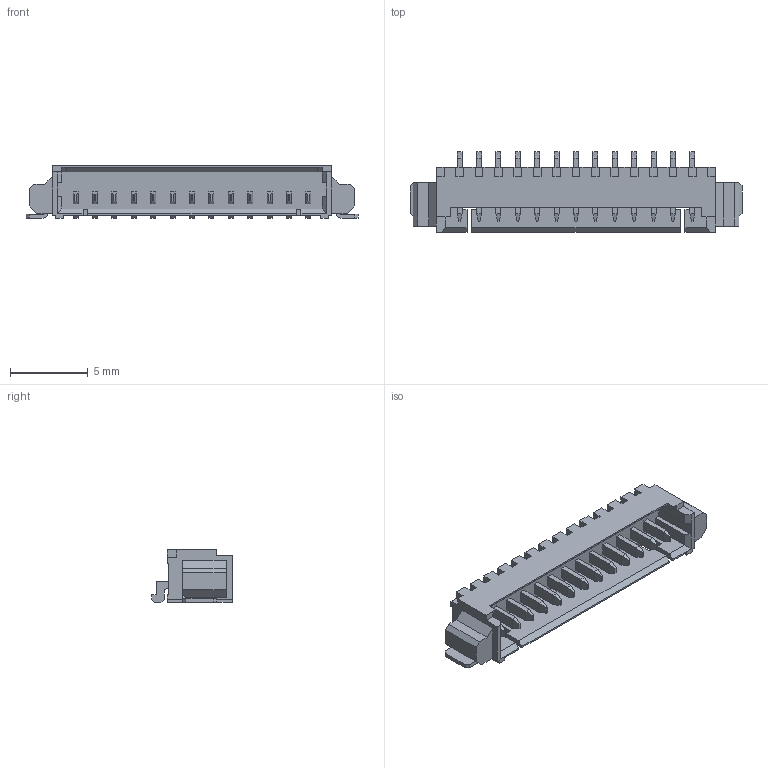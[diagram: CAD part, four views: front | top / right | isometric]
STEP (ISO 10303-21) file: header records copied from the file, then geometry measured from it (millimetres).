
FILE_DESCRIPTION (( 'STEP AP214' ), '1' );
FILE_NAME ('532611371.STEP', '2021-11-24T20:39:02', ( 'AVRASM1234' ), ( '' ), 'SwSTEP 2.0', 'SolidWorks 2017', '' );
FILE_SCHEMA (( 'AUTOMOTIVE_DESIGN' ));
Length unit declared in the file: millimetre
Products named in the file (1): 532611371
Bounding box: 21.4 x 5.2 x 3.4 mm (x, y, z)
Volume: 128.6 mm3; surface area: 596.4 mm2
Topology: 16 solids, 16 shells, 624 faces, 1706 edges, 1116 vertices
Faces by surface type: plane 590, cylinder 34
Entity records: 23091 total; most frequent: CARTESIAN_POINT 3447, ORIENTED_EDGE 3412, DIRECTION 3024, EDGE_CURVE 1706, LINE 1638, VECTOR 1638, VERTEX_POINT 1116, AXIS2_PLACEMENT_3D 693
